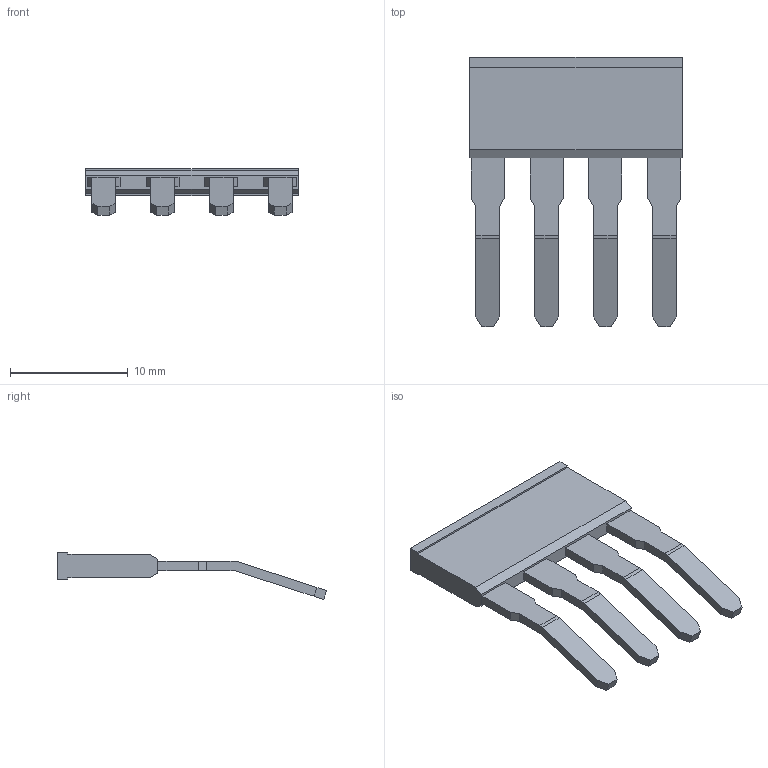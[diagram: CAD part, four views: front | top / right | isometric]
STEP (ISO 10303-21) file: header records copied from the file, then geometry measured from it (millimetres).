
FILE_DESCRIPTION (( 'STEP AP214' ), '1' );
FILE_NAME ('TKO 2.5_4.STP', '2013-09-24T15:34:43', ( 'gurcan' ), ( '' ), 'SwSTEP 2.0', 'SolidWorks 2013', '' );
FILE_SCHEMA (( 'AUTOMOTIVE_DESIGN' ));
Length unit declared in the file: millimetre
Products named in the file (1): TKO 2.5_4
Bounding box: 18 x 22.86 x 3.98 mm (x, y, z)
Volume: 408.8 mm3; surface area: 758.1 mm2
Topology: 1 solids, 1 shells, 76 faces, 210 edges, 140 vertices
Faces by surface type: plane 68, cylinder 8
Entity records: 3128 total; most frequent: CARTESIAN_POINT 427, ORIENTED_EDGE 420, DIRECTION 380, EDGE_CURVE 210, VECTOR 194, LINE 194, VERTEX_POINT 140, AXIS2_PLACEMENT_3D 93
